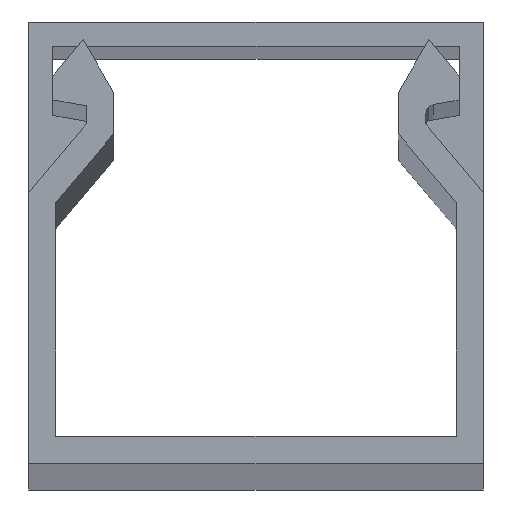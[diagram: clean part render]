
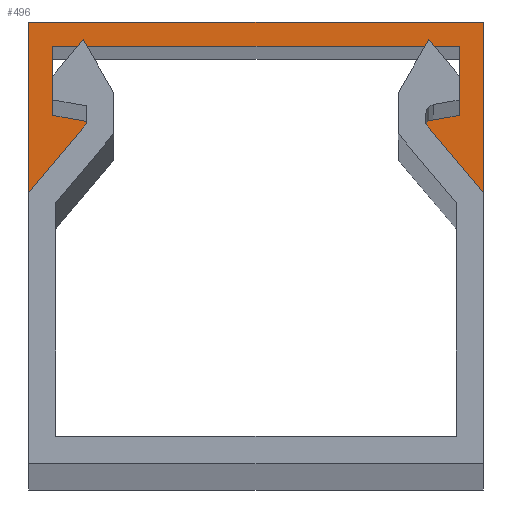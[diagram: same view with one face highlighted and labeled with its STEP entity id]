
A CAD part, top view. The second image highlights one B-rep face of the part: STEP entity #496.
In plain terms, the highlighted planar face has unit normal (0, 0, 1).
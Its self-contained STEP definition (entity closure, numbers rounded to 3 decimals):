
#9 = CARTESIAN_POINT ( 'NONE',  ( 15., 9.082, 250. ) ) ;
#17 = CARTESIAN_POINT ( 'NONE',  ( 13.158, 11.277, 250. ) ) ;
#66 = CARTESIAN_POINT ( 'NONE',  ( 0., 9.082, 250. ) ) ;
#90 = LINE ( 'NONE', #896, #1537 ) ;
#133 = VECTOR ( 'NONE', #1037, 1000. ) ;
#151 = DIRECTION ( 'NONE',  ( 0.985, -0.174, 0. ) ) ;
#154 = DIRECTION ( 'NONE',  ( 0.643, -0.766, 0. ) ) ;
#169 = DIRECTION ( 'NONE',  ( 0., -1., 0. ) ) ;
#178 = DIRECTION ( 'NONE',  ( -1., 0., 0. ) ) ;
#190 = CARTESIAN_POINT ( 'NONE',  ( 0.8, 14.2, 250. ) ) ;
#198 = VERTEX_POINT ( 'NONE', #1218 ) ;
#221 = CARTESIAN_POINT ( 'NONE',  ( 12.919, 12.789, 250. ) ) ;
#243 = VERTEX_POINT ( 'NONE', #1205 ) ;
#270 = VERTEX_POINT ( 'NONE', #753 ) ;
#309 = LINE ( 'NONE', #17, #1361 ) ;
#352 = EDGE_CURVE ( 'NONE', #784, #353, #1227, .T. ) ;
#353 = VERTEX_POINT ( 'NONE', #737 ) ;
#406 = VECTOR ( 'NONE', #178, 1000. ) ;
#432 = EDGE_CURVE ( 'NONE', #353, #243, #945, .T. ) ;
#453 = CARTESIAN_POINT ( 'NONE',  ( 12.919, 15., 250. ) ) ;
#496 = ADVANCED_FACE ( 'NONE', ( #1388 ), #1477, .T. ) ;
#503 = LINE ( 'NONE', #1628, #1203 ) ;
#516 = LINE ( 'NONE', #453, #406 ) ;
#528 = ORIENTED_EDGE ( 'NONE', *, *, #1345, .F. ) ;
#563 = EDGE_CURVE ( 'NONE', #1766, #1467, #503, .T. ) ;
#566 = VECTOR ( 'NONE', #1010, 1000. ) ;
#579 = CARTESIAN_POINT ( 'NONE',  ( 14.2, 14.2, 250. ) ) ;
#624 = DIRECTION ( 'NONE',  ( 0., 1., 0. ) ) ;
#636 = EDGE_CURVE ( 'NONE', #198, #1766, #1164, .T. ) ;
#666 = EDGE_CURVE ( 'NONE', #270, #1467, #1123, .T. ) ;
#668 = CARTESIAN_POINT ( 'NONE',  ( 15., 15., 250. ) ) ;
#699 = LINE ( 'NONE', #895, #1459 ) ;
#723 = VERTEX_POINT ( 'NONE', #9 ) ;
#737 = CARTESIAN_POINT ( 'NONE',  ( 14.2, 11.918, 250. ) ) ;
#753 = CARTESIAN_POINT ( 'NONE',  ( 0.8, 11.918, 250. ) ) ;
#775 = VECTOR ( 'NONE', #169, 1000. ) ;
#784 = VERTEX_POINT ( 'NONE', #1275 ) ;
#785 = DIRECTION ( 'NONE',  ( 0.643, 0.766, 0. ) ) ;
#829 = EDGE_LOOP ( 'NONE', ( #528, #1661, #1060, #1678, #992, #1695, #1727, #1162, #1152, #978 ) ) ;
#839 = CARTESIAN_POINT ( 'NONE',  ( 0., 12.789, 250. ) ) ;
#887 = CARTESIAN_POINT ( 'NONE',  ( 14.2, 11.918, 250. ) ) ;
#895 = CARTESIAN_POINT ( 'NONE',  ( 0.8, 11.918, 250. ) ) ;
#896 = CARTESIAN_POINT ( 'NONE',  ( 15., 12.789, 250. ) ) ;
#922 = DIRECTION ( 'NONE',  ( 1., 0., 0. ) ) ;
#927 = VERTEX_POINT ( 'NONE', #1342 ) ;
#945 = LINE ( 'NONE', #579, #566 ) ;
#978 = ORIENTED_EDGE ( 'NONE', *, *, #666, .F. ) ;
#992 = ORIENTED_EDGE ( 'NONE', *, *, #1323, .T. ) ;
#994 = EDGE_CURVE ( 'NONE', #723, #1528, #90, .T. ) ;
#1010 = DIRECTION ( 'NONE',  ( 0., 1., 0. ) ) ;
#1013 = DIRECTION ( 'NONE',  ( 0., -1., 0. ) ) ;
#1035 = DIRECTION ( 'NONE',  ( 0.985, 0.174, 0. ) ) ;
#1037 = DIRECTION ( 'NONE',  ( -1., 0., 0. ) ) ;
#1060 = ORIENTED_EDGE ( 'NONE', *, *, #432, .F. ) ;
#1121 = EDGE_CURVE ( 'NONE', #243, #927, #1587, .T. ) ;
#1123 = LINE ( 'NONE', #1304, #1808 ) ;
#1152 = ORIENTED_EDGE ( 'NONE', *, *, #563, .T. ) ;
#1157 = EDGE_CURVE ( 'NONE', #1528, #198, #516, .T. ) ;
#1162 = ORIENTED_EDGE ( 'NONE', *, *, #636, .T. ) ;
#1164 = LINE ( 'NONE', #839, #775 ) ;
#1177 = VECTOR ( 'NONE', #1035, 1000. ) ;
#1203 = VECTOR ( 'NONE', #785, 1000. ) ;
#1205 = CARTESIAN_POINT ( 'NONE',  ( 14.2, 14.2, 250. ) ) ;
#1218 = CARTESIAN_POINT ( 'NONE',  ( 0., 15., 250. ) ) ;
#1225 = DIRECTION ( 'NONE',  ( 0., 0., 1. ) ) ;
#1227 = LINE ( 'NONE', #887, #1177 ) ;
#1275 = CARTESIAN_POINT ( 'NONE',  ( 12.824, 11.675, 250. ) ) ;
#1304 = CARTESIAN_POINT ( 'NONE',  ( 1.835, 11.735, 250. ) ) ;
#1323 = EDGE_CURVE ( 'NONE', #784, #723, #309, .T. ) ;
#1342 = CARTESIAN_POINT ( 'NONE',  ( 0.8, 14.2, 250. ) ) ;
#1345 = EDGE_CURVE ( 'NONE', #927, #270, #699, .T. ) ;
#1361 = VECTOR ( 'NONE', #154, 1000. ) ;
#1388 = FACE_OUTER_BOUND ( 'NONE', #829, .T. ) ;
#1459 = VECTOR ( 'NONE', #1013, 1000. ) ;
#1467 = VERTEX_POINT ( 'NONE', #1826 ) ;
#1477 = PLANE ( 'NONE',  #1775 ) ;
#1528 = VERTEX_POINT ( 'NONE', #668 ) ;
#1537 = VECTOR ( 'NONE', #624, 1000. ) ;
#1587 = LINE ( 'NONE', #190, #133 ) ;
#1628 = CARTESIAN_POINT ( 'NONE',  ( 0.706, 9.924, 250. ) ) ;
#1661 = ORIENTED_EDGE ( 'NONE', *, *, #1121, .F. ) ;
#1678 = ORIENTED_EDGE ( 'NONE', *, *, #352, .F. ) ;
#1695 = ORIENTED_EDGE ( 'NONE', *, *, #994, .T. ) ;
#1727 = ORIENTED_EDGE ( 'NONE', *, *, #1157, .T. ) ;
#1766 = VERTEX_POINT ( 'NONE', #66 ) ;
#1775 = AXIS2_PLACEMENT_3D ( 'NONE', #221, #1225, #922 ) ;
#1808 = VECTOR ( 'NONE', #151, 1000. ) ;
#1826 = CARTESIAN_POINT ( 'NONE',  ( 2.176, 11.675, 250. ) ) ;
